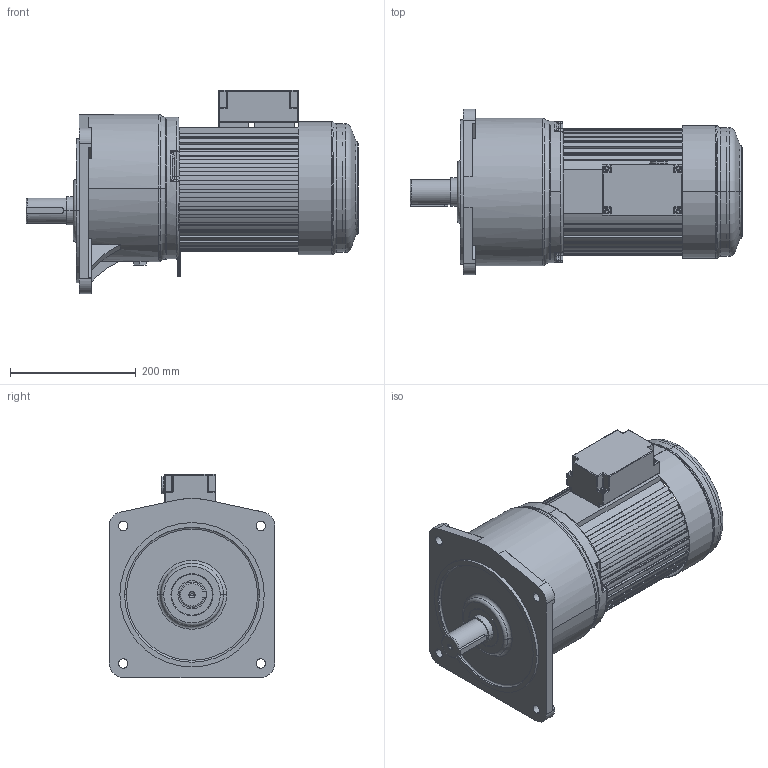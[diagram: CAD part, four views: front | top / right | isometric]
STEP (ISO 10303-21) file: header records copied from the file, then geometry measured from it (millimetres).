
FILE_DESCRIPTION (( 'STEP AP214' ), '1' );
FILE_NAME ('GV-40-2200-i-A-B-G4-DR.STEP', '2023-09-20T07:01:06', ( '' ), ( '' ), 'SwSTEP 2.0', 'SolidWorks 2021', '' );
FILE_SCHEMA (( 'AUTOMOTIVE_DESIGN' ));
Length unit declared in the file: millimetre
Products named in the file (7): GV-40-2200-i-A-B-G4-DR; G400_蕼偞; GV40-2200W-S-G4(2); 2200W_蕼偞; 煞車接線盒DOWN-UP_預設; V40G_蕼偞; 2200WJIKE_蕼偞
Assembly tree (6 placements, depth 3):
  GV-40-2200-i-A-B-G4-DR
    GV40-2200W-S-G4(2)
      V40G_蕼偞
      G400_蕼偞
      2200WJIKE_蕼偞
      2200W_蕼偞
    煞車接線盒DOWN-UP_預設
Bounding box: 529 x 264.15 x 323.7 mm (x, y, z)
Volume: 4110784.8 mm3; surface area: 1100969.1 mm2
Topology: 5 solids, 7 shells, 1150 faces, 3080 edges, 1963 vertices
Faces by surface type: plane 535, cylinder 470, torus 96, sphere 24, bspline 16, cone 9
Entity records: 38084 total; most frequent: CARTESIAN_POINT 8154, DIRECTION 6394, ORIENTED_EDGE 6120, EDGE_CURVE 3060, AXIS2_PLACEMENT_3D 2254, VERTEX_POINT 1963, VECTOR 1886, LINE 1886
